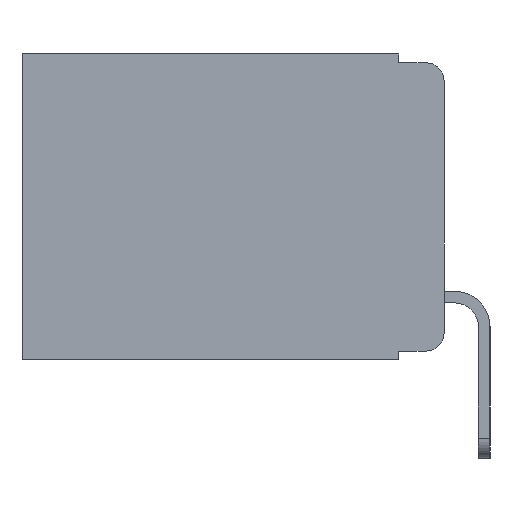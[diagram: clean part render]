
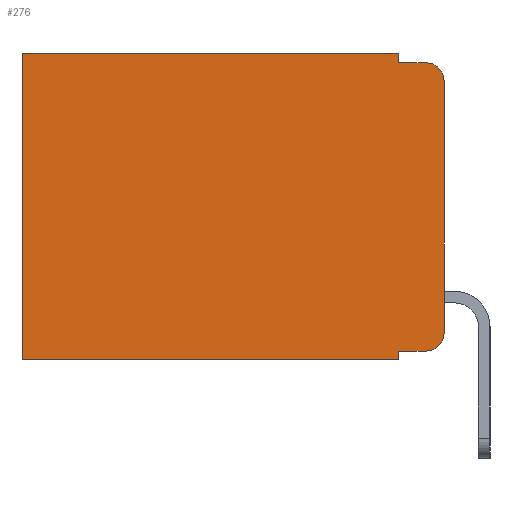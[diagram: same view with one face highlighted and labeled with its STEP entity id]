
A CAD part, left-side view. The second image highlights one B-rep face of the part: STEP entity #276.
In plain terms, the highlighted planar face has unit normal (-1, 0, 0).
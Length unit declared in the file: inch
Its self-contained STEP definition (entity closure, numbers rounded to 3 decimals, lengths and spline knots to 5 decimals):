
#85 = DIRECTION ( 'NONE',  ( 0., -1., 0. ) ) ;
#276 = ADVANCED_FACE ( 'NONE', ( #15452 ), #9134, .F. ) ;
#313 = VERTEX_POINT ( 'NONE', #8335 ) ;
#769 = DIRECTION ( 'NONE',  ( -1., 0., 0. ) ) ;
#1262 = DIRECTION ( 'NONE',  ( -1., 0., 0. ) ) ;
#2209 = CARTESIAN_POINT ( 'NONE',  ( 0.298, 0.051, 0. ) ) ;
#2447 = CARTESIAN_POINT ( 'NONE',  ( 0.298, 0.051, -0.343 ) ) ;
#2505 = EDGE_CURVE ( 'NONE', #13233, #3023, #9598, .T. ) ;
#2990 = ORIENTED_EDGE ( 'NONE', *, *, #13235, .T. ) ;
#3023 = VERTEX_POINT ( 'NONE', #13027 ) ;
#3559 = DIRECTION ( 'NONE',  ( 0., 0., -1. ) ) ;
#4062 = EDGE_LOOP ( 'NONE', ( #12024, #16509, #8920, #14385, #10852, #20047, #16751, #6498, #2990, #7960 ) ) ;
#4673 = LINE ( 'NONE', #14745, #12538 ) ;
#4880 = EDGE_CURVE ( 'NONE', #17754, #3023, #6584, .T. ) ;
#5126 = AXIS2_PLACEMENT_3D ( 'NONE', #10798, #769, #12318 ) ;
#5490 = CARTESIAN_POINT ( 'NONE',  ( 0.298, 0., -0.03 ) ) ;
#5687 = VECTOR ( 'NONE', #3559, 39.37008 ) ;
#6005 = EDGE_CURVE ( 'NONE', #17558, #17754, #10198, .T. ) ;
#6038 = VECTOR ( 'NONE', #9365, 39.37008 ) ;
#6498 = ORIENTED_EDGE ( 'NONE', *, *, #10205, .F. ) ;
#6584 = LINE ( 'NONE', #16896, #17706 ) ;
#6629 = DIRECTION ( 'NONE',  ( 0., 0., -1. ) ) ;
#6640 = VERTEX_POINT ( 'NONE', #11731 ) ;
#6740 = CARTESIAN_POINT ( 'NONE',  ( 0.298, 0.473, 0. ) ) ;
#6744 = CARTESIAN_POINT ( 'NONE',  ( 0.298, 0.02, -0.03 ) ) ;
#6906 = VECTOR ( 'NONE', #17439, 39.37008 ) ;
#7046 = VERTEX_POINT ( 'NONE', #6740 ) ;
#7604 = CARTESIAN_POINT ( 'NONE',  ( 0.298, 0.473, -0.343 ) ) ;
#7689 = LINE ( 'NONE', #11729, #15323 ) ;
#7696 = CARTESIAN_POINT ( 'NONE',  ( 0.298, 0.051, 0. ) ) ;
#7960 = ORIENTED_EDGE ( 'NONE', *, *, #16279, .T. ) ;
#8136 = EDGE_CURVE ( 'NONE', #7046, #18883, #13912, .T. ) ;
#8335 = CARTESIAN_POINT ( 'NONE',  ( 0.298, 0.051, -0.333 ) ) ;
#8394 = CIRCLE ( 'NONE', #5126, 0.02 ) ;
#8405 = CARTESIAN_POINT ( 'NONE',  ( 0.298, 0., -0.343 ) ) ;
#8868 = VECTOR ( 'NONE', #20347, 39.37008 ) ;
#8920 = ORIENTED_EDGE ( 'NONE', *, *, #4880, .F. ) ;
#9134 = PLANE ( 'NONE',  #12307 ) ;
#9247 = DIRECTION ( 'NONE',  ( 0., 0., -1. ) ) ;
#9365 = DIRECTION ( 'NONE',  ( 0., 0., -1. ) ) ;
#9598 = CIRCLE ( 'NONE', #11901, 0.02 ) ;
#10198 = LINE ( 'NONE', #20130, #6038 ) ;
#10205 = EDGE_CURVE ( 'NONE', #313, #12594, #16654, .T. ) ;
#10798 = CARTESIAN_POINT ( 'NONE',  ( 0.298, 0.02, -0.313 ) ) ;
#10852 = ORIENTED_EDGE ( 'NONE', *, *, #16048, .T. ) ;
#11729 = CARTESIAN_POINT ( 'NONE',  ( 0.298, 0., 0. ) ) ;
#11731 = CARTESIAN_POINT ( 'NONE',  ( 0.298, 0., -0.313 ) ) ;
#11901 = AXIS2_PLACEMENT_3D ( 'NONE', #6744, #1262, #16589 ) ;
#12024 = ORIENTED_EDGE ( 'NONE', *, *, #16659, .F. ) ;
#12307 = AXIS2_PLACEMENT_3D ( 'NONE', #12769, #13413, #6629 ) ;
#12318 = DIRECTION ( 'NONE',  ( 0., 0., -1. ) ) ;
#12538 = VECTOR ( 'NONE', #85, 39.37008 ) ;
#12594 = VERTEX_POINT ( 'NONE', #2447 ) ;
#12769 = CARTESIAN_POINT ( 'NONE',  ( 0.298, 0., 0. ) ) ;
#13027 = CARTESIAN_POINT ( 'NONE',  ( 0.298, 0.02, -0.01 ) ) ;
#13085 = CARTESIAN_POINT ( 'NONE',  ( 0.298, 0., 0. ) ) ;
#13228 = DIRECTION ( 'NONE',  ( 0., 1., 0. ) ) ;
#13233 = VERTEX_POINT ( 'NONE', #5490 ) ;
#13235 = EDGE_CURVE ( 'NONE', #313, #16497, #4673, .T. ) ;
#13413 = DIRECTION ( 'NONE',  ( 1., 0., 0. ) ) ;
#13742 = CARTESIAN_POINT ( 'NONE',  ( 0.298, 0.473, 0. ) ) ;
#13912 = LINE ( 'NONE', #13742, #5687 ) ;
#14385 = ORIENTED_EDGE ( 'NONE', *, *, #6005, .F. ) ;
#14741 = DIRECTION ( 'NONE',  ( 0., -1., 0. ) ) ;
#14745 = CARTESIAN_POINT ( 'NONE',  ( 0.298, 0.051, -0.333 ) ) ;
#15022 = LINE ( 'NONE', #8405, #6906 ) ;
#15323 = VECTOR ( 'NONE', #13228, 39.37008 ) ;
#15452 = FACE_OUTER_BOUND ( 'NONE', #4062, .T. ) ;
#15711 = VECTOR ( 'NONE', #9247, 39.37008 ) ;
#15803 = CARTESIAN_POINT ( 'NONE',  ( 0.298, 0.02, -0.333 ) ) ;
#16048 = EDGE_CURVE ( 'NONE', #17558, #7046, #7689, .T. ) ;
#16279 = EDGE_CURVE ( 'NONE', #16497, #6640, #8394, .T. ) ;
#16497 = VERTEX_POINT ( 'NONE', #15803 ) ;
#16509 = ORIENTED_EDGE ( 'NONE', *, *, #2505, .T. ) ;
#16589 = DIRECTION ( 'NONE',  ( 0., 0., -1. ) ) ;
#16654 = LINE ( 'NONE', #7696, #15711 ) ;
#16659 = EDGE_CURVE ( 'NONE', #13233, #6640, #17353, .T. ) ;
#16751 = ORIENTED_EDGE ( 'NONE', *, *, #17357, .F. ) ;
#16896 = CARTESIAN_POINT ( 'NONE',  ( 0.298, 0.051, -0.01 ) ) ;
#17353 = LINE ( 'NONE', #13085, #8868 ) ;
#17357 = EDGE_CURVE ( 'NONE', #12594, #18883, #15022, .T. ) ;
#17439 = DIRECTION ( 'NONE',  ( 0., 1., 0. ) ) ;
#17558 = VERTEX_POINT ( 'NONE', #2209 ) ;
#17706 = VECTOR ( 'NONE', #14741, 39.37008 ) ;
#17754 = VERTEX_POINT ( 'NONE', #19829 ) ;
#18883 = VERTEX_POINT ( 'NONE', #7604 ) ;
#19829 = CARTESIAN_POINT ( 'NONE',  ( 0.298, 0.051, -0.01 ) ) ;
#20047 = ORIENTED_EDGE ( 'NONE', *, *, #8136, .T. ) ;
#20130 = CARTESIAN_POINT ( 'NONE',  ( 0.298, 0.051, 0. ) ) ;
#20347 = DIRECTION ( 'NONE',  ( 0., 0., -1. ) ) ;
